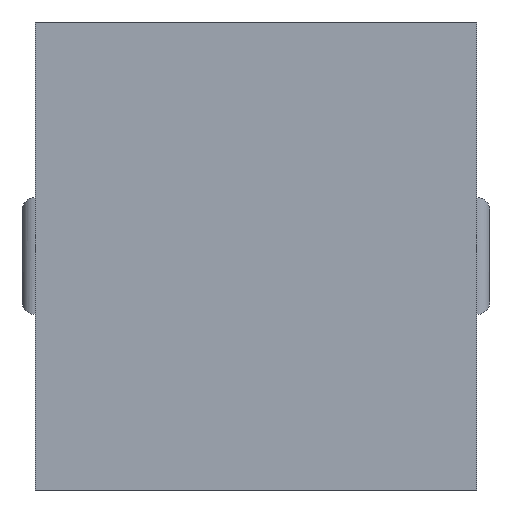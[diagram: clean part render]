
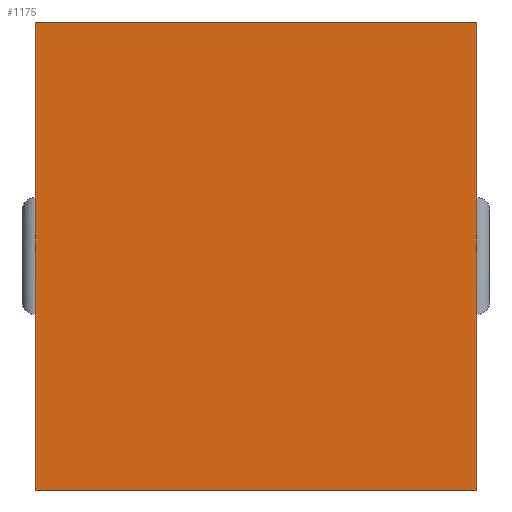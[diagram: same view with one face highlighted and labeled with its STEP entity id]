
A CAD part, front view. The second image highlights one B-rep face of the part: STEP entity #1175.
In plain terms, the highlighted planar face has unit normal (0, -1, 0).
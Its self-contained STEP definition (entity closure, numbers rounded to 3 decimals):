
#21 = DIRECTION ( 'NONE',  ( 0., 1., 0. ) ) ;
#30 = CARTESIAN_POINT ( 'NONE',  ( 0., 0., 5.4 ) ) ;
#41 = CARTESIAN_POINT ( 'NONE',  ( 0., 0., 5.4 ) ) ;
#93 = EDGE_CURVE ( 'NONE', #1382, #1813, #1809, .T. ) ;
#208 = DIRECTION ( 'NONE',  ( 1., 0., 0. ) ) ;
#223 = CARTESIAN_POINT ( 'NONE',  ( 5.1, 0., 0. ) ) ;
#274 = PLANE ( 'NONE',  #2144 ) ;
#337 = VECTOR ( 'NONE', #3302, 1000. ) ;
#391 = CARTESIAN_POINT ( 'NONE',  ( 0., 0., 5.4 ) ) ;
#404 = VECTOR ( 'NONE', #3207, 1000. ) ;
#595 = ORIENTED_EDGE ( 'NONE', *, *, #2072, .F. ) ;
#719 = ORIENTED_EDGE ( 'NONE', *, *, #3199, .T. ) ;
#825 = ORIENTED_EDGE ( 'NONE', *, *, #93, .T. ) ;
#886 = LINE ( 'NONE', #391, #2188 ) ;
#966 = DIRECTION ( 'NONE',  ( 1., 0., 0. ) ) ;
#1006 = VECTOR ( 'NONE', #208, 1000. ) ;
#1083 = LINE ( 'NONE', #41, #404 ) ;
#1175 = ADVANCED_FACE ( 'NONE', ( #1330 ), #274, .F. ) ;
#1330 = FACE_OUTER_BOUND ( 'NONE', #1652, .T. ) ;
#1382 = VERTEX_POINT ( 'NONE', #2418 ) ;
#1499 = ORIENTED_EDGE ( 'NONE', *, *, #2532, .F. ) ;
#1652 = EDGE_LOOP ( 'NONE', ( #825, #595, #1499, #719 ) ) ;
#1764 = CARTESIAN_POINT ( 'NONE',  ( 0., 0., 0. ) ) ;
#1809 = LINE ( 'NONE', #1764, #1006 ) ;
#1813 = VERTEX_POINT ( 'NONE', #223 ) ;
#1848 = DIRECTION ( 'NONE',  ( 0., 0., 1. ) ) ;
#2072 = EDGE_CURVE ( 'NONE', #2763, #1813, #2711, .T. ) ;
#2093 = CARTESIAN_POINT ( 'NONE',  ( 0., 0., 5.4 ) ) ;
#2144 = AXIS2_PLACEMENT_3D ( 'NONE', #2093, #21, #1848 ) ;
#2188 = VECTOR ( 'NONE', #966, 1000. ) ;
#2354 = VERTEX_POINT ( 'NONE', #30 ) ;
#2418 = CARTESIAN_POINT ( 'NONE',  ( 0., 0., 0. ) ) ;
#2532 = EDGE_CURVE ( 'NONE', #2354, #2763, #886, .T. ) ;
#2555 = CARTESIAN_POINT ( 'NONE',  ( 5.1, 0., 5.4 ) ) ;
#2711 = LINE ( 'NONE', #3048, #337 ) ;
#2763 = VERTEX_POINT ( 'NONE', #2555 ) ;
#3048 = CARTESIAN_POINT ( 'NONE',  ( 5.1, 0., 5.4 ) ) ;
#3199 = EDGE_CURVE ( 'NONE', #2354, #1382, #1083, .T. ) ;
#3207 = DIRECTION ( 'NONE',  ( 0., 0., -1. ) ) ;
#3302 = DIRECTION ( 'NONE',  ( 0., 0., -1. ) ) ;
